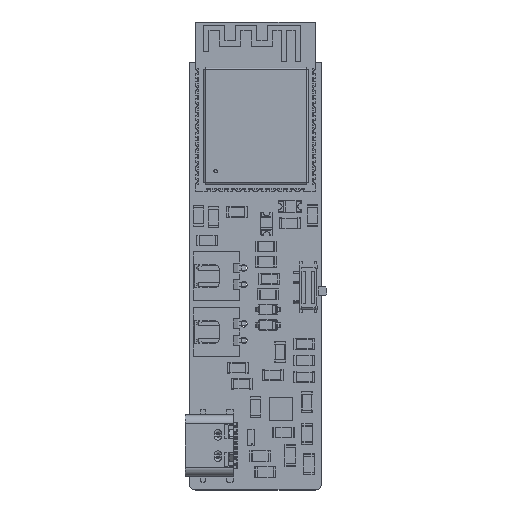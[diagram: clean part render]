
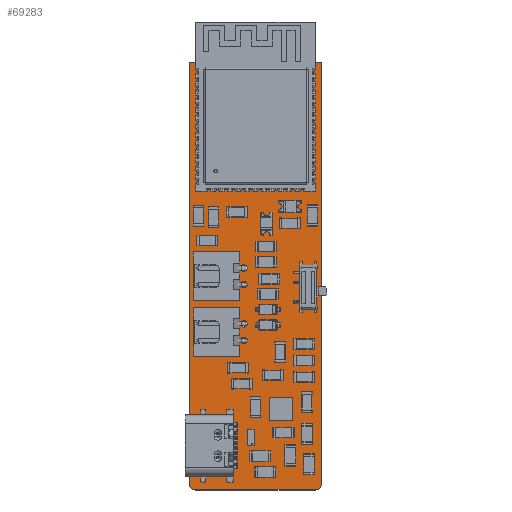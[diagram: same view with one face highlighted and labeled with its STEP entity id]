
A CAD part, top view. The second image highlights one B-rep face of the part: STEP entity #69283.
In plain terms, the highlighted planar face has unit normal (0, 0, 1).
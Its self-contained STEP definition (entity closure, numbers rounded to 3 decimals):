
#68932 = VERTEX_POINT('',#68933);
#68933 = CARTESIAN_POINT('',(60.,-108.5,1.6));
#68939 = EDGE_CURVE('',#68932,#68940,#68942,.T.);
#68940 = VERTEX_POINT('',#68941);
#68941 = CARTESIAN_POINT('',(59.,-109.5,1.6));
#68942 = CIRCLE('',#68943,1.);
#68943 = AXIS2_PLACEMENT_3D('',#68944,#68945,#68946);
#68944 = CARTESIAN_POINT('',(59.,-108.5,1.6));
#68945 = DIRECTION('',(0.,0.,-1.));
#68946 = DIRECTION('',(1.,0.,0.));
#68974 = VERTEX_POINT('',#68975);
#68975 = CARTESIAN_POINT('',(60.,-45.,1.6));
#68981 = EDGE_CURVE('',#68974,#68932,#68982,.T.);
#68982 = LINE('',#68983,#68984);
#68983 = CARTESIAN_POINT('',(60.,-45.,1.6));
#68984 = VECTOR('',#68985,1.);
#68985 = DIRECTION('',(0.,-1.,0.));
#69003 = EDGE_CURVE('',#68940,#69004,#69006,.T.);
#69004 = VERTEX_POINT('',#69005);
#69005 = CARTESIAN_POINT('',(41.,-109.5,1.6));
#69006 = LINE('',#69007,#69008);
#69007 = CARTESIAN_POINT('',(59.,-109.5,1.6));
#69008 = VECTOR('',#69009,1.);
#69009 = DIRECTION('',(-1.,0.,0.));
#69283 = ADVANCED_FACE('',(#69284,#69312,#69323,#69334,#69345,#69356,
    #69367,#69378,#69389,#69400,#69411,#69422,#69433,#69444,#69455,
    #69466,#69477,#69488,#69499,#69510,#69521),#69532,.T.);
#69284 = FACE_BOUND('',#69285,.T.);
#69285 = EDGE_LOOP('',(#69286,#69287,#69288,#69296,#69304,#69311));
#69286 = ORIENTED_EDGE('',*,*,#68939,.F.);
#69287 = ORIENTED_EDGE('',*,*,#68981,.F.);
#69288 = ORIENTED_EDGE('',*,*,#69289,.F.);
#69289 = EDGE_CURVE('',#69290,#68974,#69292,.T.);
#69290 = VERTEX_POINT('',#69291);
#69291 = CARTESIAN_POINT('',(40.,-45.,1.6));
#69292 = LINE('',#69293,#69294);
#69293 = CARTESIAN_POINT('',(40.,-45.,1.6));
#69294 = VECTOR('',#69295,1.);
#69295 = DIRECTION('',(1.,0.,0.));
#69296 = ORIENTED_EDGE('',*,*,#69297,.F.);
#69297 = EDGE_CURVE('',#69298,#69290,#69300,.T.);
#69298 = VERTEX_POINT('',#69299);
#69299 = CARTESIAN_POINT('',(40.,-108.5,1.6));
#69300 = LINE('',#69301,#69302);
#69301 = CARTESIAN_POINT('',(40.,-108.5,1.6));
#69302 = VECTOR('',#69303,1.);
#69303 = DIRECTION('',(0.,1.,0.));
#69304 = ORIENTED_EDGE('',*,*,#69305,.F.);
#69305 = EDGE_CURVE('',#69004,#69298,#69306,.T.);
#69306 = CIRCLE('',#69307,1.);
#69307 = AXIS2_PLACEMENT_3D('',#69308,#69309,#69310);
#69308 = CARTESIAN_POINT('',(41.,-108.5,1.6));
#69309 = DIRECTION('',(0.,0.,-1.));
#69310 = DIRECTION('',(0.,-1.,0.));
#69311 = ORIENTED_EDGE('',*,*,#69003,.F.);
#69312 = FACE_BOUND('',#69313,.T.);
#69313 = EDGE_LOOP('',(#69314));
#69314 = ORIENTED_EDGE('',*,*,#69315,.T.);
#69315 = EDGE_CURVE('',#69316,#69316,#69318,.T.);
#69316 = VERTEX_POINT('',#69317);
#69317 = CARTESIAN_POINT('',(46.25,-106.015,1.6));
#69318 = CIRCLE('',#69319,0.325);
#69319 = AXIS2_PLACEMENT_3D('',#69320,#69321,#69322);
#69320 = CARTESIAN_POINT('',(46.25,-105.69,1.6));
#69321 = DIRECTION('',(-0.,0.,-1.));
#69322 = DIRECTION('',(-0.,-1.,0.));
#69323 = FACE_BOUND('',#69324,.T.);
#69324 = EDGE_LOOP('',(#69325));
#69325 = ORIENTED_EDGE('',*,*,#69326,.T.);
#69326 = EDGE_CURVE('',#69327,#69327,#69329,.T.);
#69327 = VERTEX_POINT('',#69328);
#69328 = CARTESIAN_POINT('',(46.25,-100.235,1.6));
#69329 = CIRCLE('',#69330,0.325);
#69330 = AXIS2_PLACEMENT_3D('',#69331,#69332,#69333);
#69331 = CARTESIAN_POINT('',(46.25,-99.91,1.6));
#69332 = DIRECTION('',(-0.,0.,-1.));
#69333 = DIRECTION('',(-0.,-1.,0.));
#69334 = FACE_BOUND('',#69335,.T.);
#69335 = EDGE_LOOP('',(#69336));
#69336 = ORIENTED_EDGE('',*,*,#69337,.T.);
#69337 = EDGE_CURVE('',#69338,#69338,#69340,.T.);
#69338 = VERTEX_POINT('',#69339);
#69339 = CARTESIAN_POINT('',(48.25,-87.45,1.6));
#69340 = CIRCLE('',#69341,0.5);
#69341 = AXIS2_PLACEMENT_3D('',#69342,#69343,#69344);
#69342 = CARTESIAN_POINT('',(48.25,-86.95,1.6));
#69343 = DIRECTION('',(-0.,0.,-1.));
#69344 = DIRECTION('',(-0.,-1.,0.));
#69345 = FACE_BOUND('',#69346,.T.);
#69346 = EDGE_LOOP('',(#69347));
#69347 = ORIENTED_EDGE('',*,*,#69348,.T.);
#69348 = EDGE_CURVE('',#69349,#69349,#69351,.T.);
#69349 = VERTEX_POINT('',#69350);
#69350 = CARTESIAN_POINT('',(48.25,-84.95,1.6));
#69351 = CIRCLE('',#69352,0.5);
#69352 = AXIS2_PLACEMENT_3D('',#69353,#69354,#69355);
#69353 = CARTESIAN_POINT('',(48.25,-84.45,1.6));
#69354 = DIRECTION('',(-0.,0.,-1.));
#69355 = DIRECTION('',(-0.,-1.,0.));
#69356 = FACE_BOUND('',#69357,.T.);
#69357 = EDGE_LOOP('',(#69358));
#69358 = ORIENTED_EDGE('',*,*,#69359,.T.);
#69359 = EDGE_CURVE('',#69360,#69360,#69362,.T.);
#69360 = VERTEX_POINT('',#69361);
#69361 = CARTESIAN_POINT('',(58.,-80.75,1.6));
#69362 = CIRCLE('',#69363,0.35);
#69363 = AXIS2_PLACEMENT_3D('',#69364,#69365,#69366);
#69364 = CARTESIAN_POINT('',(58.,-80.4,1.6));
#69365 = DIRECTION('',(-0.,0.,-1.));
#69366 = DIRECTION('',(-0.,-1.,0.));
#69367 = FACE_BOUND('',#69368,.T.);
#69368 = EDGE_LOOP('',(#69369));
#69369 = ORIENTED_EDGE('',*,*,#69370,.T.);
#69370 = EDGE_CURVE('',#69371,#69371,#69373,.T.);
#69371 = VERTEX_POINT('',#69372);
#69372 = CARTESIAN_POINT('',(48.25,-79.05,1.6));
#69373 = CIRCLE('',#69374,0.5);
#69374 = AXIS2_PLACEMENT_3D('',#69375,#69376,#69377);
#69375 = CARTESIAN_POINT('',(48.25,-78.55,1.6));
#69376 = DIRECTION('',(-0.,0.,-1.));
#69377 = DIRECTION('',(-0.,-1.,0.));
#69378 = FACE_BOUND('',#69379,.T.);
#69379 = EDGE_LOOP('',(#69380));
#69380 = ORIENTED_EDGE('',*,*,#69381,.T.);
#69381 = EDGE_CURVE('',#69382,#69382,#69384,.T.);
#69382 = VERTEX_POINT('',#69383);
#69383 = CARTESIAN_POINT('',(48.25,-76.55,1.6));
#69384 = CIRCLE('',#69385,0.5);
#69385 = AXIS2_PLACEMENT_3D('',#69386,#69387,#69388);
#69386 = CARTESIAN_POINT('',(48.25,-76.05,1.6));
#69387 = DIRECTION('',(-0.,0.,-1.));
#69388 = DIRECTION('',(-0.,-1.,0.));
#69389 = FACE_BOUND('',#69390,.T.);
#69390 = EDGE_LOOP('',(#69391));
#69391 = ORIENTED_EDGE('',*,*,#69392,.T.);
#69392 = EDGE_CURVE('',#69393,#69393,#69395,.T.);
#69393 = VERTEX_POINT('',#69394);
#69394 = CARTESIAN_POINT('',(47.1,-54.97,1.6));
#69395 = CIRCLE('',#69396,0.1);
#69396 = AXIS2_PLACEMENT_3D('',#69397,#69398,#69399);
#69397 = CARTESIAN_POINT('',(47.1,-54.87,1.6));
#69398 = DIRECTION('',(-0.,0.,-1.));
#69399 = DIRECTION('',(-0.,-1.,0.));
#69400 = FACE_BOUND('',#69401,.T.);
#69401 = EDGE_LOOP('',(#69402));
#69402 = ORIENTED_EDGE('',*,*,#69403,.T.);
#69403 = EDGE_CURVE('',#69404,#69404,#69406,.T.);
#69404 = VERTEX_POINT('',#69405);
#69405 = CARTESIAN_POINT('',(47.1,-53.57,1.6));
#69406 = CIRCLE('',#69407,0.1);
#69407 = AXIS2_PLACEMENT_3D('',#69408,#69409,#69410);
#69408 = CARTESIAN_POINT('',(47.1,-53.47,1.6));
#69409 = DIRECTION('',(-0.,0.,-1.));
#69410 = DIRECTION('',(-0.,-1.,0.));
#69411 = FACE_BOUND('',#69412,.T.);
#69412 = EDGE_LOOP('',(#69413));
#69413 = ORIENTED_EDGE('',*,*,#69414,.T.);
#69414 = EDGE_CURVE('',#69415,#69415,#69417,.T.);
#69415 = VERTEX_POINT('',#69416);
#69416 = CARTESIAN_POINT('',(47.8,-55.67,1.6));
#69417 = CIRCLE('',#69418,0.1);
#69418 = AXIS2_PLACEMENT_3D('',#69419,#69420,#69421);
#69419 = CARTESIAN_POINT('',(47.8,-55.57,1.6));
#69420 = DIRECTION('',(-0.,0.,-1.));
#69421 = DIRECTION('',(-0.,-1.,0.));
#69422 = FACE_BOUND('',#69423,.T.);
#69423 = EDGE_LOOP('',(#69424));
#69424 = ORIENTED_EDGE('',*,*,#69425,.T.);
#69425 = EDGE_CURVE('',#69426,#69426,#69428,.T.);
#69426 = VERTEX_POINT('',#69427);
#69427 = CARTESIAN_POINT('',(47.8,-54.27,1.6));
#69428 = CIRCLE('',#69429,0.1);
#69429 = AXIS2_PLACEMENT_3D('',#69430,#69431,#69432);
#69430 = CARTESIAN_POINT('',(47.8,-54.17,1.6));
#69431 = DIRECTION('',(-0.,0.,-1.));
#69432 = DIRECTION('',(-0.,-1.,0.));
#69433 = FACE_BOUND('',#69434,.T.);
#69434 = EDGE_LOOP('',(#69435));
#69435 = ORIENTED_EDGE('',*,*,#69436,.T.);
#69436 = EDGE_CURVE('',#69437,#69437,#69439,.T.);
#69437 = VERTEX_POINT('',#69438);
#69438 = CARTESIAN_POINT('',(47.8,-52.87,1.6));
#69439 = CIRCLE('',#69440,0.1);
#69440 = AXIS2_PLACEMENT_3D('',#69441,#69442,#69443);
#69441 = CARTESIAN_POINT('',(47.8,-52.77,1.6));
#69442 = DIRECTION('',(-0.,0.,-1.));
#69443 = DIRECTION('',(-0.,-1.,0.));
#69444 = FACE_BOUND('',#69445,.T.);
#69445 = EDGE_LOOP('',(#69446));
#69446 = ORIENTED_EDGE('',*,*,#69447,.T.);
#69447 = EDGE_CURVE('',#69448,#69448,#69450,.T.);
#69448 = VERTEX_POINT('',#69449);
#69449 = CARTESIAN_POINT('',(48.5,-54.97,1.6));
#69450 = CIRCLE('',#69451,0.1);
#69451 = AXIS2_PLACEMENT_3D('',#69452,#69453,#69454);
#69452 = CARTESIAN_POINT('',(48.5,-54.87,1.6));
#69453 = DIRECTION('',(-0.,0.,-1.));
#69454 = DIRECTION('',(-0.,-1.,0.));
#69455 = FACE_BOUND('',#69456,.T.);
#69456 = EDGE_LOOP('',(#69457));
#69457 = ORIENTED_EDGE('',*,*,#69458,.T.);
#69458 = EDGE_CURVE('',#69459,#69459,#69461,.T.);
#69459 = VERTEX_POINT('',#69460);
#69460 = CARTESIAN_POINT('',(48.5,-53.57,1.6));
#69461 = CIRCLE('',#69462,0.1);
#69462 = AXIS2_PLACEMENT_3D('',#69463,#69464,#69465);
#69463 = CARTESIAN_POINT('',(48.5,-53.47,1.6));
#69464 = DIRECTION('',(-0.,0.,-1.));
#69465 = DIRECTION('',(-0.,-1.,0.));
#69466 = FACE_BOUND('',#69467,.T.);
#69467 = EDGE_LOOP('',(#69468));
#69468 = ORIENTED_EDGE('',*,*,#69469,.T.);
#69469 = EDGE_CURVE('',#69470,#69470,#69472,.T.);
#69470 = VERTEX_POINT('',#69471);
#69471 = CARTESIAN_POINT('',(49.2,-55.67,1.6));
#69472 = CIRCLE('',#69473,0.1);
#69473 = AXIS2_PLACEMENT_3D('',#69474,#69475,#69476);
#69474 = CARTESIAN_POINT('',(49.2,-55.57,1.6));
#69475 = DIRECTION('',(-0.,0.,-1.));
#69476 = DIRECTION('',(-0.,-1.,0.));
#69477 = FACE_BOUND('',#69478,.T.);
#69478 = EDGE_LOOP('',(#69479));
#69479 = ORIENTED_EDGE('',*,*,#69480,.T.);
#69480 = EDGE_CURVE('',#69481,#69481,#69483,.T.);
#69481 = VERTEX_POINT('',#69482);
#69482 = CARTESIAN_POINT('',(49.2,-54.27,1.6));
#69483 = CIRCLE('',#69484,0.1);
#69484 = AXIS2_PLACEMENT_3D('',#69485,#69486,#69487);
#69485 = CARTESIAN_POINT('',(49.2,-54.17,1.6));
#69486 = DIRECTION('',(-0.,0.,-1.));
#69487 = DIRECTION('',(-0.,-1.,0.));
#69488 = FACE_BOUND('',#69489,.T.);
#69489 = EDGE_LOOP('',(#69490));
#69490 = ORIENTED_EDGE('',*,*,#69491,.T.);
#69491 = EDGE_CURVE('',#69492,#69492,#69494,.T.);
#69492 = VERTEX_POINT('',#69493);
#69493 = CARTESIAN_POINT('',(49.2,-52.87,1.6));
#69494 = CIRCLE('',#69495,0.1);
#69495 = AXIS2_PLACEMENT_3D('',#69496,#69497,#69498);
#69496 = CARTESIAN_POINT('',(49.2,-52.77,1.6));
#69497 = DIRECTION('',(-0.,0.,-1.));
#69498 = DIRECTION('',(-0.,-1.,0.));
#69499 = FACE_BOUND('',#69500,.T.);
#69500 = EDGE_LOOP('',(#69501));
#69501 = ORIENTED_EDGE('',*,*,#69502,.T.);
#69502 = EDGE_CURVE('',#69503,#69503,#69505,.T.);
#69503 = VERTEX_POINT('',#69504);
#69504 = CARTESIAN_POINT('',(49.9,-54.97,1.6));
#69505 = CIRCLE('',#69506,0.1);
#69506 = AXIS2_PLACEMENT_3D('',#69507,#69508,#69509);
#69507 = CARTESIAN_POINT('',(49.9,-54.87,1.6));
#69508 = DIRECTION('',(-0.,0.,-1.));
#69509 = DIRECTION('',(-0.,-1.,0.));
#69510 = FACE_BOUND('',#69511,.T.);
#69511 = EDGE_LOOP('',(#69512));
#69512 = ORIENTED_EDGE('',*,*,#69513,.T.);
#69513 = EDGE_CURVE('',#69514,#69514,#69516,.T.);
#69514 = VERTEX_POINT('',#69515);
#69515 = CARTESIAN_POINT('',(49.9,-53.57,1.6));
#69516 = CIRCLE('',#69517,0.1);
#69517 = AXIS2_PLACEMENT_3D('',#69518,#69519,#69520);
#69518 = CARTESIAN_POINT('',(49.9,-53.47,1.6));
#69519 = DIRECTION('',(-0.,0.,-1.));
#69520 = DIRECTION('',(-0.,-1.,0.));
#69521 = FACE_BOUND('',#69522,.T.);
#69522 = EDGE_LOOP('',(#69523));
#69523 = ORIENTED_EDGE('',*,*,#69524,.T.);
#69524 = EDGE_CURVE('',#69525,#69525,#69527,.T.);
#69525 = VERTEX_POINT('',#69526);
#69526 = CARTESIAN_POINT('',(58.,-77.85,1.6));
#69527 = CIRCLE('',#69528,0.35);
#69528 = AXIS2_PLACEMENT_3D('',#69529,#69530,#69531);
#69529 = CARTESIAN_POINT('',(58.,-77.5,1.6));
#69530 = DIRECTION('',(-0.,0.,-1.));
#69531 = DIRECTION('',(-0.,-1.,0.));
#69532 = PLANE('',#69533);
#69533 = AXIS2_PLACEMENT_3D('',#69534,#69535,#69536);
#69534 = CARTESIAN_POINT('',(0.,0.,1.6));
#69535 = DIRECTION('',(0.,0.,1.));
#69536 = DIRECTION('',(1.,0.,-0.));
